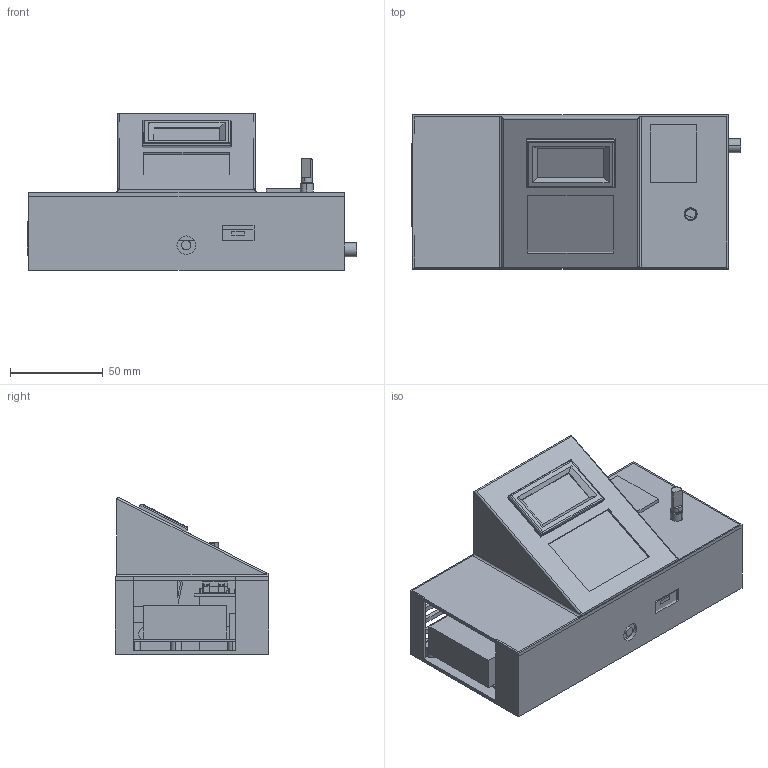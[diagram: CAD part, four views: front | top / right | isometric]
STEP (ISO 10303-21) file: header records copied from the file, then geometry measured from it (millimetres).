
FILE_DESCRIPTION(('CATIA V5 STEP Exchange','CAx-IF Rec.Pracs.--- Model Styling and Organization---1.4--- 2014-01-23'),'2;1');
FILE_NAME('Led Box assy.stp','2018-06-01T14:55:11+00:00',('none'),('none'),'CATIA Version 5-6 Release 2016 SP5 HF16','CATIA V5 STEP AP214','none');
FILE_SCHEMA(('AUTOMOTIVE_DESIGN { 1 0 10303 214 1 1 1 1 }'));
Length unit declared in the file: millimetre
Products named in the file (10): Product1; Button 20A; DC-DC 15A converter; rotary encoder_chesr_2013_AllCATPart; ST7733; Dc plug; Board; Bottom box; Box top; Mini DC 100V 10A Digital Voltmeter Ammeter v2
Assembly tree (9 placements, depth 2):
  Product1
    Button 20A
    DC-DC 15A converter
    rotary encoder_chesr_2013_AllCATPart
    ST7733
    Dc plug
    Board
    Bottom box
    Box top
    Mini DC 100V 10A Digital Voltmeter Ammeter v2
Bounding box: 177.27 x 82.91 x 84.37 mm (x, y, z)
Volume: 189237.7 mm3; surface area: 151519.7 mm2
Topology: 38 solids, 39 shells, 1104 faces, 3045 edges, 2127 vertices
Faces by surface type: plane 710, cylinder 295, bspline 71, torus 24, cone 4
Entity records: 37486 total; most frequent: CARTESIAN_POINT 9782, ORIENTED_EDGE 5946, DIRECTION 4498, EDGE_CURVE 2975, VECTOR 2081, LINE 2081, VERTEX_POINT 1987, AXIS2_PLACEMENT_3D 1440
